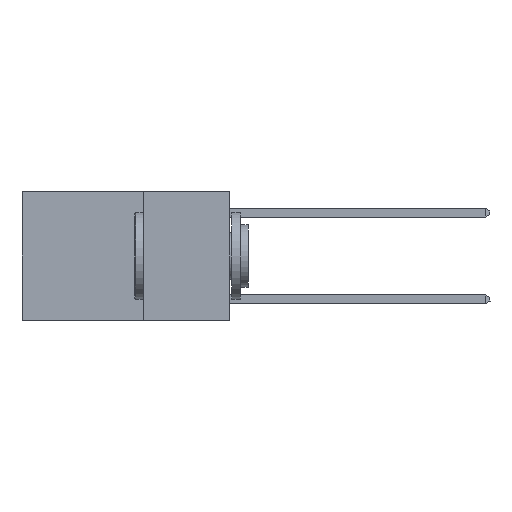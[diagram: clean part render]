
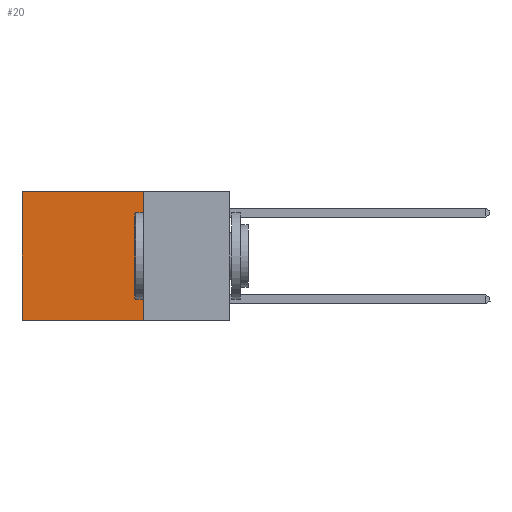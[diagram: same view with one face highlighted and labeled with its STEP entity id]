
A CAD part, left-side view. The second image highlights one B-rep face of the part: STEP entity #20.
In plain terms, the highlighted planar face has unit normal (-1, 0, 0).
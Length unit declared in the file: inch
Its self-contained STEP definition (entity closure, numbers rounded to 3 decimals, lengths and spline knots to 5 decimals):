
#20 = ADVANCED_FACE ( 'NONE', ( #5089 ), #7363, .F. ) ;
#182 = VERTEX_POINT ( 'NONE', #9371 ) ;
#442 = VECTOR ( 'NONE', #3086, 39.37008 ) ;
#549 = ORIENTED_EDGE ( 'NONE', *, *, #6167, .T. ) ;
#895 = DIRECTION ( 'NONE',  ( 0., 0., -1. ) ) ;
#1009 = EDGE_CURVE ( 'NONE', #5757, #182, #2957, .T. ) ;
#1061 = CARTESIAN_POINT ( 'NONE',  ( 0.2625, 0.25, -0.37 ) ) ;
#1265 = ORIENTED_EDGE ( 'NONE', *, *, #6803, .F. ) ;
#1380 = ORIENTED_EDGE ( 'NONE', *, *, #1009, .F. ) ;
#1551 = ORIENTED_EDGE ( 'NONE', *, *, #2524, .T. ) ;
#1923 = AXIS2_PLACEMENT_3D ( 'NONE', #9869, #4935, #895 ) ;
#2524 = EDGE_CURVE ( 'NONE', #5294, #182, #7802, .T. ) ;
#2922 = CARTESIAN_POINT ( 'NONE',  ( 0.2625, 0.25, 0. ) ) ;
#2957 = LINE ( 'NONE', #6687, #9845 ) ;
#3086 = DIRECTION ( 'NONE',  ( 0., 1., 0. ) ) ;
#3477 = CARTESIAN_POINT ( 'NONE',  ( 0.2625, 0.6, 0. ) ) ;
#4665 = CARTESIAN_POINT ( 'NONE',  ( 0.2625, 0.25, 0. ) ) ;
#4935 = DIRECTION ( 'NONE',  ( 1., 0., 0. ) ) ;
#5089 = FACE_OUTER_BOUND ( 'NONE', #8659, .T. ) ;
#5294 = VERTEX_POINT ( 'NONE', #3477 ) ;
#5310 = VECTOR ( 'NONE', #6216, 39.37008 ) ;
#5757 = VERTEX_POINT ( 'NONE', #1061 ) ;
#5972 = VERTEX_POINT ( 'NONE', #4665 ) ;
#6167 = EDGE_CURVE ( 'NONE', #5972, #5294, #8282, .T. ) ;
#6216 = DIRECTION ( 'NONE',  ( 0., 0., -1. ) ) ;
#6687 = CARTESIAN_POINT ( 'NONE',  ( 0.2625, 0.25, -0.37 ) ) ;
#6803 = EDGE_CURVE ( 'NONE', #5972, #5757, #10676, .T. ) ;
#6902 = CARTESIAN_POINT ( 'NONE',  ( 0.2625, 0.25, 0. ) ) ;
#7363 = PLANE ( 'NONE',  #1923 ) ;
#7802 = LINE ( 'NONE', #8045, #5310 ) ;
#7982 = VECTOR ( 'NONE', #11280, 39.37008 ) ;
#8045 = CARTESIAN_POINT ( 'NONE',  ( 0.2625, 0.6, 0. ) ) ;
#8282 = LINE ( 'NONE', #6902, #442 ) ;
#8659 = EDGE_LOOP ( 'NONE', ( #1551, #1380, #1265, #549 ) ) ;
#9371 = CARTESIAN_POINT ( 'NONE',  ( 0.2625, 0.6, -0.37 ) ) ;
#9845 = VECTOR ( 'NONE', #12091, 39.37008 ) ;
#9869 = CARTESIAN_POINT ( 'NONE',  ( 0.2625, 0.25, 0. ) ) ;
#10676 = LINE ( 'NONE', #2922, #7982 ) ;
#11280 = DIRECTION ( 'NONE',  ( 0., 0., -1. ) ) ;
#12091 = DIRECTION ( 'NONE',  ( 0., 1., 0. ) ) ;
